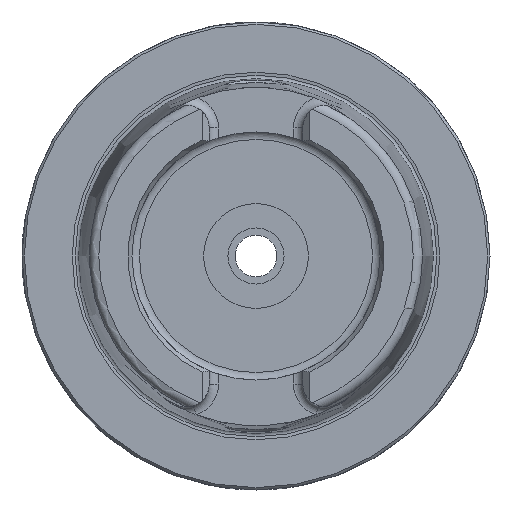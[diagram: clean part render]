
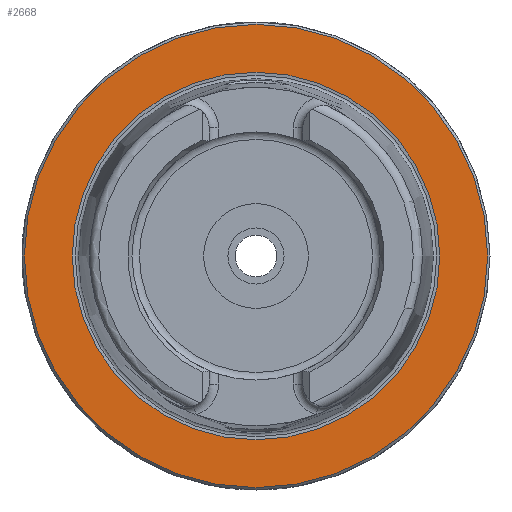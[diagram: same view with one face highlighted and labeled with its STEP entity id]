
A CAD part, left-side view. The second image highlights one B-rep face of the part: STEP entity #2668.
In plain terms, the highlighted planar face has unit normal (-1, 0, 0).
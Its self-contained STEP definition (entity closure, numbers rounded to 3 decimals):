
#104=FACE_BOUND('',#704,.T.);
#141=PLANE('',#3052);
#556=FACE_OUTER_BOUND('',#703,.T.);
#703=EDGE_LOOP('',(#2455,#2456));
#704=EDGE_LOOP('',(#2457,#2458));
#935=CIRCLE('',#3050,39.275);
#936=CIRCLE('',#3051,39.275);
#937=CIRCLE('',#3053,49.5);
#938=CIRCLE('',#3054,49.5);
#1235=VERTEX_POINT('',#5635);
#1236=VERTEX_POINT('',#5637);
#1237=VERTEX_POINT('',#5641);
#1238=VERTEX_POINT('',#5642);
#1648=EDGE_CURVE('',#1236,#1235,#935,.T.);
#1649=EDGE_CURVE('',#1235,#1236,#936,.T.);
#1650=EDGE_CURVE('',#1237,#1238,#937,.T.);
#1651=EDGE_CURVE('',#1238,#1237,#938,.T.);
#2455=ORIENTED_EDGE('',*,*,#1650,.F.);
#2456=ORIENTED_EDGE('',*,*,#1651,.F.);
#2457=ORIENTED_EDGE('',*,*,#1648,.T.);
#2458=ORIENTED_EDGE('',*,*,#1649,.T.);
#2668=ADVANCED_FACE('',(#556,#104),#141,.T.);
#3050=AXIS2_PLACEMENT_3D('',#5638,#3888,#3889);
#3051=AXIS2_PLACEMENT_3D('',#5639,#3890,#3891);
#3052=AXIS2_PLACEMENT_3D('',#5640,#3892,#3893);
#3053=AXIS2_PLACEMENT_3D('',#5643,#3894,#3895);
#3054=AXIS2_PLACEMENT_3D('',#5644,#3896,#3897);
#3888=DIRECTION('center_axis',(1.,0.,0.));
#3889=DIRECTION('ref_axis',(0.,0.,-1.));
#3890=DIRECTION('center_axis',(1.,0.,0.));
#3891=DIRECTION('ref_axis',(0.,0.,-1.));
#3892=DIRECTION('center_axis',(-1.,0.,0.));
#3893=DIRECTION('ref_axis',(0.,0.,1.));
#3894=DIRECTION('center_axis',(1.,0.,0.));
#3895=DIRECTION('ref_axis',(0.,0.,-1.));
#3896=DIRECTION('center_axis',(1.,0.,0.));
#3897=DIRECTION('ref_axis',(0.,0.,-1.));
#5635=CARTESIAN_POINT('',(0.,-39.275,0.));
#5637=CARTESIAN_POINT('',(0.,39.275,0.));
#5638=CARTESIAN_POINT('Origin',(0.,0.,0.));
#5639=CARTESIAN_POINT('Origin',(0.,0.,0.));
#5640=CARTESIAN_POINT('Origin',(0.,49.5,0.));
#5641=CARTESIAN_POINT('',(0.,49.5,0.));
#5642=CARTESIAN_POINT('',(0.,-49.5,0.));
#5643=CARTESIAN_POINT('Origin',(0.,0.,0.));
#5644=CARTESIAN_POINT('Origin',(0.,0.,0.));
